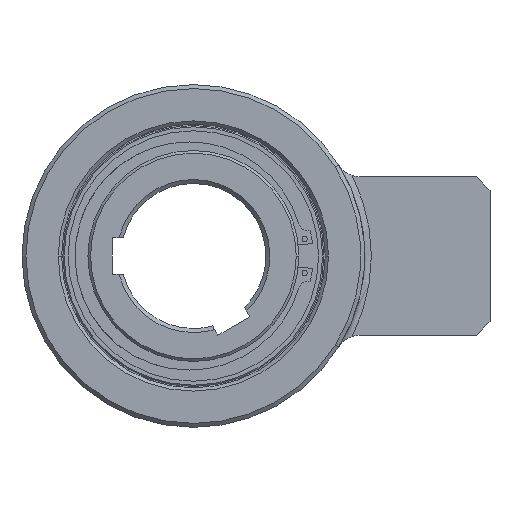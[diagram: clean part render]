
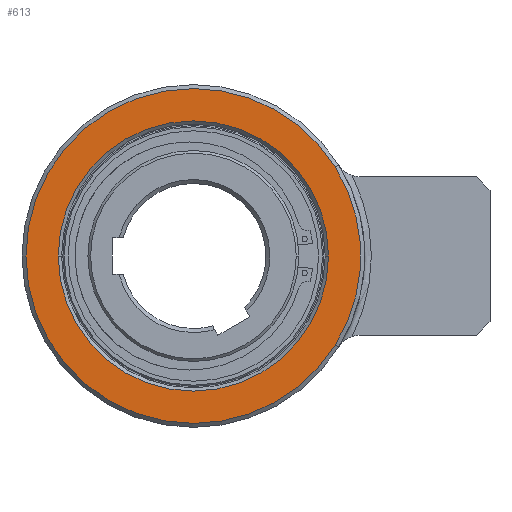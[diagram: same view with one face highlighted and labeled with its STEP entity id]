
A CAD part, left-side view. The second image highlights one B-rep face of the part: STEP entity #613.
In plain terms, the highlighted planar face has unit normal (-1, 0, 0).
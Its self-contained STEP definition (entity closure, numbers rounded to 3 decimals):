
#115=CARTESIAN_POINT('',(-32.5,0.,0.));
#116=DIRECTION('',(1.,0.,0.));
#117=DIRECTION('',(0.,-0.846,0.533));
#118=AXIS2_PLACEMENT_3D('',#115,#116,#117);
#120=CARTESIAN_POINT('',(-32.5,0.,0.));
#121=DIRECTION('',(1.,0.,0.));
#122=DIRECTION('',(0.,-0.846,-0.533));
#123=AXIS2_PLACEMENT_3D('',#120,#121,#122);
#125=CARTESIAN_POINT('',(-32.5,0.,0.));
#126=DIRECTION('',(1.,0.,0.));
#127=DIRECTION('',(0.,0.,-1.));
#128=AXIS2_PLACEMENT_3D('',#125,#126,#127);
#130=CARTESIAN_POINT('',(-32.5,0.,0.));
#131=DIRECTION('',(1.,0.,0.));
#132=DIRECTION('',(0.,0.,1.));
#133=AXIS2_PLACEMENT_3D('',#130,#131,#132);
#135=CARTESIAN_POINT('',(-32.5,0.,0.));
#136=DIRECTION('',(-1.,0.,0.));
#137=DIRECTION('',(0.,-1.,0.));
#138=AXIS2_PLACEMENT_3D('',#135,#136,#137);
#140=CARTESIAN_POINT('',(-32.5,0.,0.));
#141=DIRECTION('',(-1.,0.,0.));
#142=DIRECTION('',(0.,1.,0.));
#143=AXIS2_PLACEMENT_3D('',#140,#141,#142);
#491=CARTESIAN_POINT('',(-32.5,-107.43,67.733));
#492=CARTESIAN_POINT('',(-32.5,-107.43,-67.733));
#493=VERTEX_POINT('',#491);
#494=VERTEX_POINT('',#492);
#495=CARTESIAN_POINT('',(-32.5,0.,127.));
#496=VERTEX_POINT('',#495);
#497=CARTESIAN_POINT('',(-32.5,0.,-127.));
#498=VERTEX_POINT('',#497);
#499=CARTESIAN_POINT('',(-32.5,-102.5,0.));
#500=CARTESIAN_POINT('',(-32.5,102.5,0.));
#501=VERTEX_POINT('',#499);
#502=VERTEX_POINT('',#500);
#592=CARTESIAN_POINT('',(-32.5,0.,0.));
#593=DIRECTION('',(1.,0.,0.));
#594=DIRECTION('',(0.,0.,-1.));
#595=AXIS2_PLACEMENT_3D('',#592,#593,#594);
#596=PLANE('',#595);
#598=ORIENTED_EDGE('',*,*,#597,.T.);
#600=ORIENTED_EDGE('',*,*,#599,.T.);
#602=ORIENTED_EDGE('',*,*,#601,.T.);
#604=ORIENTED_EDGE('',*,*,#603,.T.);
#605=EDGE_LOOP('',(#598,#600,#602,#604));
#606=FACE_OUTER_BOUND('',#605,.F.);
#608=ORIENTED_EDGE('',*,*,#607,.T.);
#610=ORIENTED_EDGE('',*,*,#609,.T.);
#611=EDGE_LOOP('',(#608,#610));
#612=FACE_BOUND('',#611,.F.);
#119=CIRCLE('',#118,127.);
#124=CIRCLE('',#123,127.);
#129=CIRCLE('',#128,127.);
#134=CIRCLE('',#133,127.);
#139=CIRCLE('',#138,102.5);
#144=CIRCLE('',#143,102.5);
#597=EDGE_CURVE('',#493,#494,#119,.T.);
#599=EDGE_CURVE('',#494,#498,#124,.T.);
#601=EDGE_CURVE('',#498,#496,#129,.T.);
#603=EDGE_CURVE('',#496,#493,#134,.T.);
#607=EDGE_CURVE('',#501,#502,#139,.T.);
#609=EDGE_CURVE('',#502,#501,#144,.T.);
#613=ADVANCED_FACE('',(#606,#612),#596,.F.);
